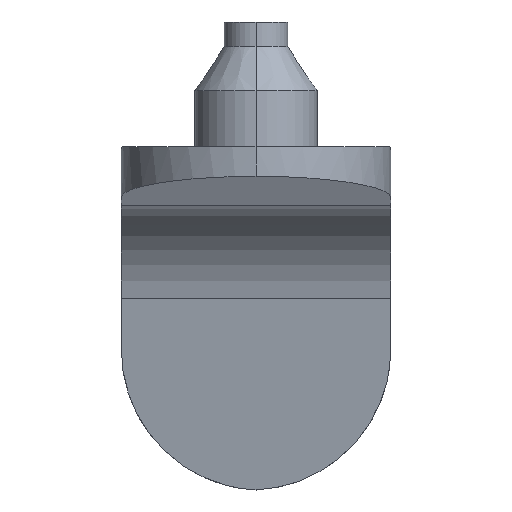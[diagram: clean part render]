
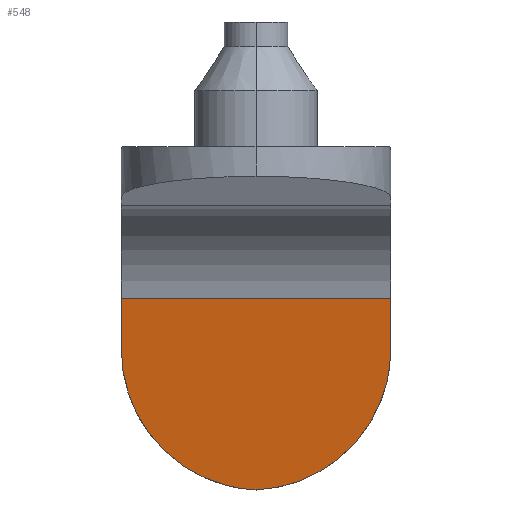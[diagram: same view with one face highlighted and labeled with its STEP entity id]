
A CAD part, top view. The second image highlights one B-rep face of the part: STEP entity #548.
In plain terms, the highlighted planar face has unit normal (0, -0.149, 0.989).
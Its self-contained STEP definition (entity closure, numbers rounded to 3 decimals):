
#15 = VERTEX_POINT ( 'NONE', #531 ) ;
#50 = VERTEX_POINT ( 'NONE', #478 ) ;
#61 = VERTEX_POINT ( 'NONE', #640 ) ;
#81 = CARTESIAN_POINT ( 'NONE',  ( 3.25, -13.853, 1.222 ) ) ;
#116 = LINE ( 'NONE', #220, #346 ) ;
#126 = FACE_OUTER_BOUND ( 'NONE', #534, .T. ) ;
#143 = CARTESIAN_POINT ( 'NONE',  ( 0., -13.995, 1.201 ) ) ;
#159 = EDGE_CURVE ( 'NONE', #15, #61, #504, .T. ) ;
#198 = CARTESIAN_POINT ( 'NONE',  ( 5.5, -14., 1.2 ) ) ;
#220 = CARTESIAN_POINT ( 'NONE',  ( -5.5, -14., 1.2 ) ) ;
#230 = DIRECTION ( 'NONE',  ( 0., -0.989, -0.149 ) ) ;
#237 = DIRECTION ( 'NONE',  ( -1., 0., 0. ) ) ;
#243 = CARTESIAN_POINT ( 'NONE',  ( -5.5, -8.25, 2.064 ) ) ;
#256 = DIRECTION ( 'NONE',  ( 0., 0.989, 0.149 ) ) ;
#302 = CARTESIAN_POINT ( 'NONE',  ( 5.5, -11.503, 1.575 ) ) ;
#306 = LINE ( 'NONE', #676, #380 ) ;
#316 =( BOUNDED_CURVE ( )  B_SPLINE_CURVE ( 3, ( #143, #81, #302, #514 ),
 .UNSPECIFIED., .F., .F. ) 
 B_SPLINE_CURVE_WITH_KNOTS ( ( 4, 4 ),
 ( 3.185, 4.712 ),
 .UNSPECIFIED. ) 
 CURVE ( )  GEOMETRIC_REPRESENTATION_ITEM ( )  RATIONAL_B_SPLINE_CURVE ( ( 1., 0.815, 0.815, 1. ) ) 
 REPRESENTATION_ITEM ( '' )  );
#345 = VERTEX_POINT ( 'NONE', #654 ) ;
#346 = VECTOR ( 'NONE', #230, 1000. ) ;
#348 = CARTESIAN_POINT ( 'NONE',  ( -3.25, -13.853, 1.222 ) ) ;
#356 = ORIENTED_EDGE ( 'NONE', *, *, #386, .T. ) ;
#360 = DIRECTION ( 'NONE',  ( 0., 0.149, -0.989 ) ) ;
#380 = VECTOR ( 'NONE', #237, 1000. ) ;
#386 = EDGE_CURVE ( 'NONE', #50, #15, #116, .T. ) ;
#395 = VERTEX_POINT ( 'NONE', #610 ) ;
#475 = VECTOR ( 'NONE', #620, 1000. ) ;
#478 = CARTESIAN_POINT ( 'NONE',  ( -5.5, -6.16, 2.378 ) ) ;
#490 = ORIENTED_EDGE ( 'NONE', *, *, #677, .T. ) ;
#504 =( BOUNDED_CURVE ( )  B_SPLINE_CURVE ( 3, ( #243, #616, #348, #672 ),
 .UNSPECIFIED., .F., .F. ) 
 B_SPLINE_CURVE_WITH_KNOTS ( ( 4, 4 ),
 ( 4.712, 6.24 ),
 .UNSPECIFIED. ) 
 CURVE ( )  GEOMETRIC_REPRESENTATION_ITEM ( )  RATIONAL_B_SPLINE_CURVE ( ( 1., 0.815, 0.815, 1. ) ) 
 REPRESENTATION_ITEM ( '' )  );
#514 = CARTESIAN_POINT ( 'NONE',  ( 5.5, -8.25, 2.064 ) ) ;
#531 = CARTESIAN_POINT ( 'NONE',  ( -5.5, -8.25, 2.064 ) ) ;
#534 = EDGE_LOOP ( 'NONE', ( #356, #560, #490, #682, #693 ) ) ;
#540 = AXIS2_PLACEMENT_3D ( 'NONE', #198, #360, #256 ) ;
#548 = ADVANCED_FACE ( 'NONE', ( #126 ), #606, .F. ) ;
#560 = ORIENTED_EDGE ( 'NONE', *, *, #159, .T. ) ;
#564 = CARTESIAN_POINT ( 'NONE',  ( 5.5, -14., 1.2 ) ) ;
#598 = EDGE_CURVE ( 'NONE', #345, #50, #306, .T. ) ;
#606 = PLANE ( 'NONE',  #540 ) ;
#610 = CARTESIAN_POINT ( 'NONE',  ( 5.5, -8.25, 2.064 ) ) ;
#616 = CARTESIAN_POINT ( 'NONE',  ( -5.5, -11.503, 1.575 ) ) ;
#620 = DIRECTION ( 'NONE',  ( 0., -0.989, -0.149 ) ) ;
#640 = CARTESIAN_POINT ( 'NONE',  ( 0., -13.995, 1.201 ) ) ;
#654 = CARTESIAN_POINT ( 'NONE',  ( 5.5, -6.16, 2.378 ) ) ;
#670 = LINE ( 'NONE', #564, #475 ) ;
#671 = EDGE_CURVE ( 'NONE', #345, #395, #670, .T. ) ;
#672 = CARTESIAN_POINT ( 'NONE',  ( 0., -13.995, 1.201 ) ) ;
#676 = CARTESIAN_POINT ( 'NONE',  ( 5.5, -6.16, 2.378 ) ) ;
#677 = EDGE_CURVE ( 'NONE', #61, #395, #316, .T. ) ;
#682 = ORIENTED_EDGE ( 'NONE', *, *, #671, .F. ) ;
#693 = ORIENTED_EDGE ( 'NONE', *, *, #598, .T. ) ;
